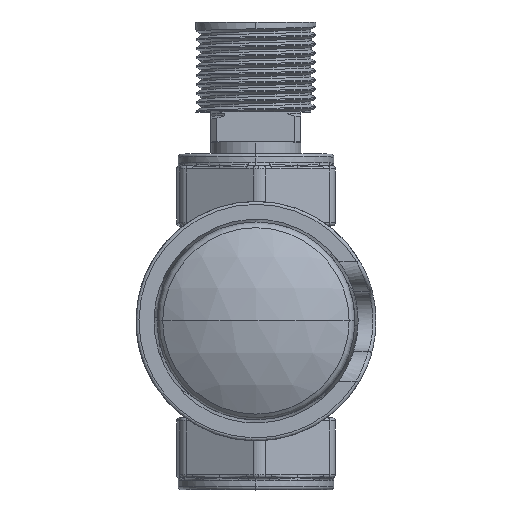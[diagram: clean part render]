
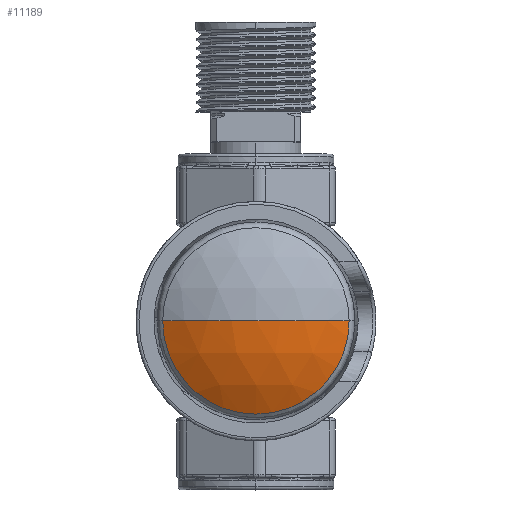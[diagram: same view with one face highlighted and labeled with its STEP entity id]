
A CAD part, top view. The second image highlights one B-rep face of the part: STEP entity #11189.
In plain terms, the highlighted spherical face has radius 29.725 mm.
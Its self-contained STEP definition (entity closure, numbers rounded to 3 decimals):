
#442 = FACE_OUTER_BOUND ( 'NONE', #7823, .T. ) ;
#1123 = CARTESIAN_POINT ( 'NONE',  ( 15.546, 26., 99.611 ) ) ;
#3608 = DIRECTION ( 'NONE',  ( 1., 0., 0. ) ) ;
#5738 = DIRECTION ( 'NONE',  ( 0., 1., 0. ) ) ;
#5841 = CARTESIAN_POINT ( 'NONE',  ( 0., 26., 74.275 ) ) ;
#6451 = CARTESIAN_POINT ( 'NONE',  ( -15.546, 26., 99.611 ) ) ;
#6658 = SPHERICAL_SURFACE ( 'NONE', #7597, 29.725 ) ;
#6670 = CIRCLE ( 'NONE', #11243, 15.546 ) ;
#6864 = ORIENTED_EDGE ( 'NONE', *, *, #16488, .F. ) ;
#7154 = ORIENTED_EDGE ( 'NONE', *, *, #8800, .T. ) ;
#7302 = VERTEX_POINT ( 'NONE', #1123 ) ;
#7425 = CIRCLE ( 'NONE', #8711, 29.725 ) ;
#7597 = AXIS2_PLACEMENT_3D ( 'NONE', #19394, #13164, #3608 ) ;
#7811 = DIRECTION ( 'NONE',  ( -1., 0., 0. ) ) ;
#7823 = EDGE_LOOP ( 'NONE', ( #6864, #7154, #17914 ) ) ;
#7913 = DIRECTION ( 'NONE',  ( 0., 0., 1. ) ) ;
#8711 = AXIS2_PLACEMENT_3D ( 'NONE', #13693, #20021, #16860 ) ;
#8800 = EDGE_CURVE ( 'NONE', #17693, #7302, #6670, .T. ) ;
#9346 = CARTESIAN_POINT ( 'NONE',  ( 0., 26., 104. ) ) ;
#10868 = CARTESIAN_POINT ( 'NONE',  ( 0., 26., 99.611 ) ) ;
#11189 = ADVANCED_FACE ( 'NONE', ( #442 ), #6658, .T. ) ;
#11243 = AXIS2_PLACEMENT_3D ( 'NONE', #10868, #7913, #7811 ) ;
#11948 = DIRECTION ( 'NONE',  ( -1., 0., 0. ) ) ;
#13164 = DIRECTION ( 'NONE',  ( 0., 1., 0. ) ) ;
#13693 = CARTESIAN_POINT ( 'NONE',  ( 0., 26., 74.275 ) ) ;
#13975 = AXIS2_PLACEMENT_3D ( 'NONE', #5841, #5738, #11948 ) ;
#14320 = CIRCLE ( 'NONE', #13975, 29.725 ) ;
#14582 = VERTEX_POINT ( 'NONE', #9346 ) ;
#16488 = EDGE_CURVE ( 'NONE', #17693, #14582, #14320, .T. ) ;
#16860 = DIRECTION ( 'NONE',  ( 0., 0., -1. ) ) ;
#17693 = VERTEX_POINT ( 'NONE', #6451 ) ;
#17914 = ORIENTED_EDGE ( 'NONE', *, *, #19246, .T. ) ;
#19246 = EDGE_CURVE ( 'NONE', #7302, #14582, #7425, .T. ) ;
#19394 = CARTESIAN_POINT ( 'NONE',  ( 0., 26., 74.275 ) ) ;
#20021 = DIRECTION ( 'NONE',  ( 0., -1., 0. ) ) ;
